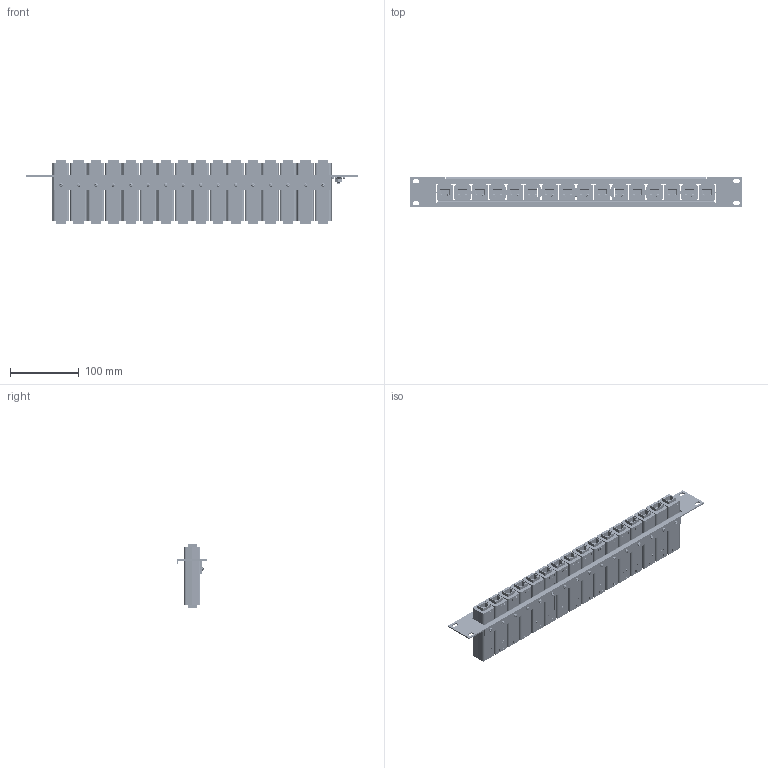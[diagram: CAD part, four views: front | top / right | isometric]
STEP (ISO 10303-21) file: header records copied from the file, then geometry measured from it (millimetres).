
FILE_DESCRIPTION (( 'STEP AP214' ), '1' );
FILE_NAME ('1101-949-E.STEP', '2019-01-24T22:42:22', ( '' ), ( '' ), 'SwSTEP 2.0', 'SolidWorks 2018', '' );
FILE_SCHEMA (( 'AUTOMOTIVE_DESIGN' ));
Length unit declared in the file: inch
Products named in the file (149): 5320-003; 2102-242; 2103-108; 2003-1000; 2500-286; 2003-2398; 2003-2472-4; 2100-079; 2001-213; 1101-949-E; 2001-213^2001-213; 2250-812; PEM FH-0420-8 X--S; 2103-052; 1101-828-1
Assembly tree (77 placements, depth 4):
  5320-003
  2103-108
  2500-286
  5320-003
  2500-286
Bounding box: 482.6 x 43.84 x 94.23 mm (x, y, z)
Volume: 351822.6 mm3; surface area: 412774.4 mm2
Topology: 133 solids, 133 shells, 22344 faces, 59021 edges, 38982 vertices
Faces by surface type: plane 14863, bspline 5528, cylinder 1408, cone 271, torus 242, sphere 32
Entity records: 68116 total; most frequent: CARTESIAN_POINT 27279, ORIENTED_EDGE 7436, DIRECTION 5630, EDGE_CURVE 3718, VERTEX_POINT 2457, VECTOR 2368, LINE 2368, AXIS2_PLACEMENT_3D 1631
